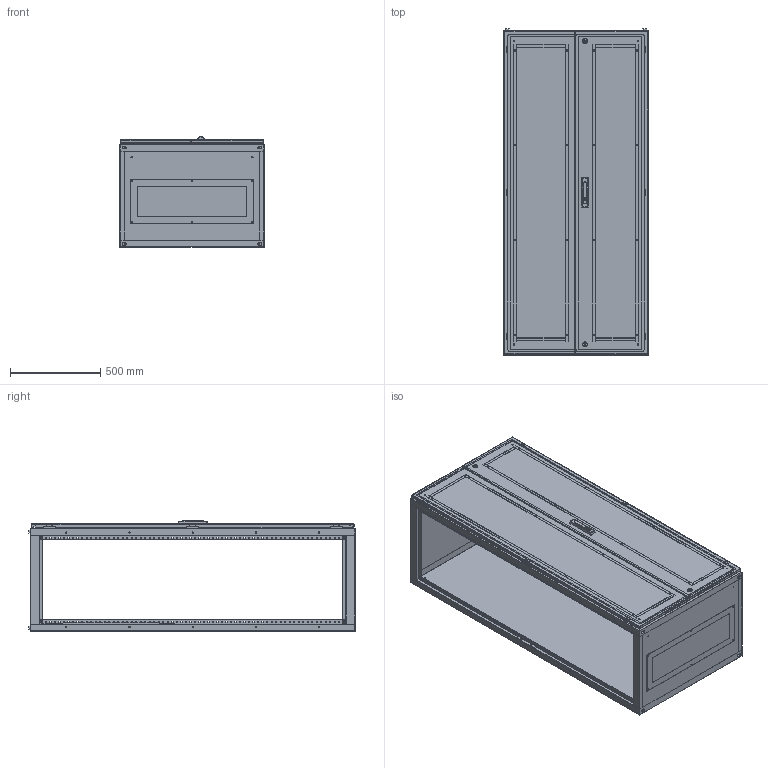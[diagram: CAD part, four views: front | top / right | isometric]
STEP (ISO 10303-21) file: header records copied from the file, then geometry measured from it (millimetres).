
FILE_DESCRIPTION (( 'STEP AP214' ), '1' );
FILE_NAME ('YKM50-1800-800-600-2D-54 SMART Êîðïóñ ìåòàë. ñáîðíûé ÂÐÓ 1800õ800õ600-2Ä IP54 IEK.STEP', '2024-04-09T14:11:05', ( '' ), ( '' ), 'SwSTEP 2.0', 'SolidWorks 2022', '' );
FILE_SCHEMA (( 'AUTOMOTIVE_DESIGN' ));
Length unit declared in the file: millimetre
Products named in the file (4): Каркас ВРУ 1800х800х600-2Д IP54; Дверь для ВРУ 1800х800 IP54 Правая; Дверь для ВРУ 1800х800 IP54 Левая; YKM50-1800-800-600-2D-54 SMART Корпус метал. сборный ВРУ 1800х800х600-2Д IP54 IEK
Assembly tree (3 placements, depth 2):
  YKM50-1800-800-600-2D-54 SMART Корпус метал. сборный ВРУ 1800х800х600-2Д IP54 IEK
    Каркас ВРУ 1800х800х600-2Д IP54
    Дверь для ВРУ 1800х800 IP54 Левая
    Дверь для ВРУ 1800х800 IP54 Правая
Bounding box: 800 x 1809.5 x 612.4 mm (x, y, z)
Volume: 4394781 mm3; surface area: 12334993.6 mm2
Topology: 68 solids, 73 shells, 4942 faces, 13375 edges, 8626 vertices
Faces by surface type: plane 2630, cylinder 1850, cone 272, sphere 78, torus 64, bspline 48
Entity records: 166333 total; most frequent: CARTESIAN_POINT 34845, ORIENTED_EDGE 26594, DIRECTION 26383, EDGE_CURVE 13297, AXIS2_PLACEMENT_3D 9000, VERTEX_POINT 8626, LINE 8383, VECTOR 8383
